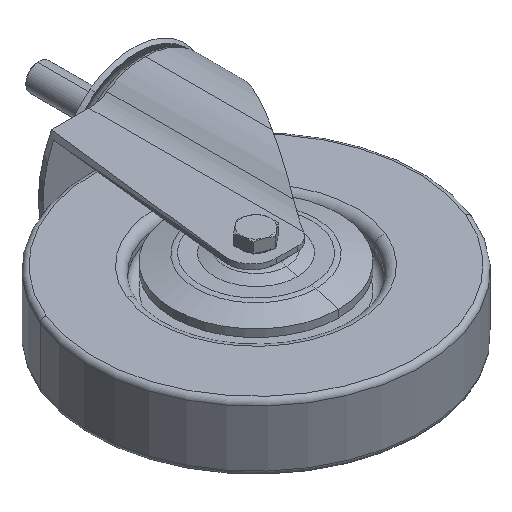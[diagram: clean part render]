
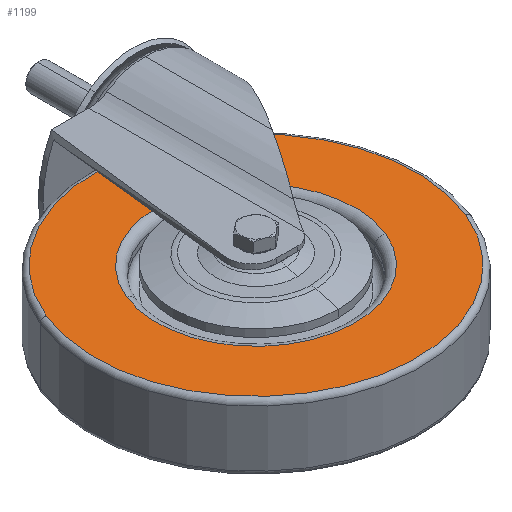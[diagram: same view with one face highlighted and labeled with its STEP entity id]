
A CAD part, isometric view. The second image highlights one B-rep face of the part: STEP entity #1199.
In plain terms, the highlighted planar face has unit normal (0, 0, 1).
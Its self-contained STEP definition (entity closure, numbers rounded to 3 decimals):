
#151 = EDGE_CURVE ( 'NONE', #6277, #5305, #2798, .T. ) ;
#965 = CARTESIAN_POINT ( 'NONE',  ( 0., 0., 20. ) ) ;
#1082 = DIRECTION ( 'NONE',  ( 0., 0., 1. ) ) ;
#1199 = ADVANCED_FACE ( 'NONE', ( #5487, #1415 ), #9559, .T. ) ;
#1208 = DIRECTION ( 'NONE',  ( 0., 0., -1. ) ) ;
#1278 = DIRECTION ( 'NONE',  ( 1., 0., 0. ) ) ;
#1415 = FACE_OUTER_BOUND ( 'NONE', #9442, .T. ) ;
#1613 = AXIS2_PLACEMENT_3D ( 'NONE', #965, #1082, #8767 ) ;
#2027 = ORIENTED_EDGE ( 'NONE', *, *, #5215, .T. ) ;
#2083 = CARTESIAN_POINT ( 'NONE',  ( -97., 0., 20. ) ) ;
#2103 = CARTESIAN_POINT ( 'NONE',  ( 0., 0., 20. ) ) ;
#2140 = DIRECTION ( 'NONE',  ( 1., 0., 0. ) ) ;
#2270 = DIRECTION ( 'NONE',  ( 0., 0., -1. ) ) ;
#2441 = CARTESIAN_POINT ( 'NONE',  ( -60., 0., 20. ) ) ;
#2798 = CIRCLE ( 'NONE', #1613, 97. ) ;
#3134 = CIRCLE ( 'NONE', #9114, 60. ) ;
#4081 = EDGE_LOOP ( 'NONE', ( #7166, #2027 ) ) ;
#4492 = VERTEX_POINT ( 'NONE', #6144 ) ;
#4664 = EDGE_CURVE ( 'NONE', #4492, #10888, #3134, .T. ) ;
#5215 = EDGE_CURVE ( 'NONE', #10888, #4492, #5435, .T. ) ;
#5244 = DIRECTION ( 'NONE',  ( 0., 0., 1. ) ) ;
#5295 = CARTESIAN_POINT ( 'NONE',  ( 97., 0., 20. ) ) ;
#5305 = VERTEX_POINT ( 'NONE', #2083 ) ;
#5435 = CIRCLE ( 'NONE', #8420, 60. ) ;
#5438 = AXIS2_PLACEMENT_3D ( 'NONE', #7710, #5244, #6707 ) ;
#5487 = FACE_BOUND ( 'NONE', #4081, .T. ) ;
#6144 = CARTESIAN_POINT ( 'NONE',  ( 60., 0., 20. ) ) ;
#6179 = AXIS2_PLACEMENT_3D ( 'NONE', #2103, #7361, #2140 ) ;
#6277 = VERTEX_POINT ( 'NONE', #5295 ) ;
#6501 = DIRECTION ( 'NONE',  ( 1., 0., 0. ) ) ;
#6533 = CARTESIAN_POINT ( 'NONE',  ( 0., 0., 20. ) ) ;
#6707 = DIRECTION ( 'NONE',  ( 1., 0., 0. ) ) ;
#7166 = ORIENTED_EDGE ( 'NONE', *, *, #4664, .T. ) ;
#7356 = EDGE_CURVE ( 'NONE', #5305, #6277, #8068, .T. ) ;
#7361 = DIRECTION ( 'NONE',  ( 0., 0., 1. ) ) ;
#7710 = CARTESIAN_POINT ( 'NONE',  ( 0., 0., 20. ) ) ;
#7835 = ORIENTED_EDGE ( 'NONE', *, *, #151, .T. ) ;
#8068 = CIRCLE ( 'NONE', #5438, 97. ) ;
#8420 = AXIS2_PLACEMENT_3D ( 'NONE', #9825, #1208, #1278 ) ;
#8767 = DIRECTION ( 'NONE',  ( 1., 0., 0. ) ) ;
#9114 = AXIS2_PLACEMENT_3D ( 'NONE', #6533, #2270, #6501 ) ;
#9442 = EDGE_LOOP ( 'NONE', ( #7835, #10554 ) ) ;
#9559 = PLANE ( 'NONE',  #6179 ) ;
#9825 = CARTESIAN_POINT ( 'NONE',  ( 0., 0., 20. ) ) ;
#10554 = ORIENTED_EDGE ( 'NONE', *, *, #7356, .T. ) ;
#10888 = VERTEX_POINT ( 'NONE', #2441 ) ;
